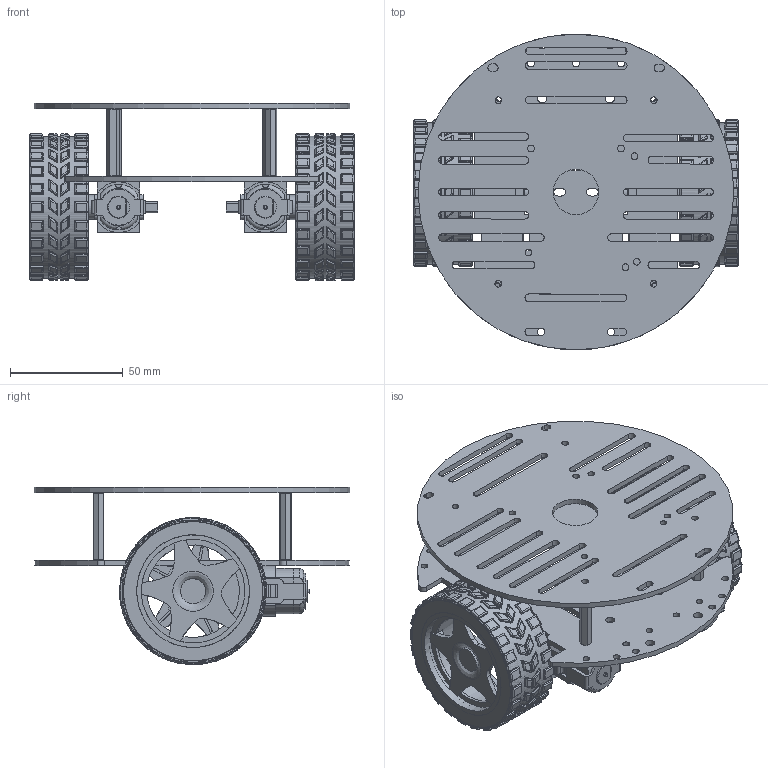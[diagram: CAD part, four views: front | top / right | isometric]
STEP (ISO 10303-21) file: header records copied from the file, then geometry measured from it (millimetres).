
FILE_DESCRIPTION(/* description */ (''),/* implementation_level */ '2;1');
FILE_NAME(/* name */ 'Assembly3.stp',/* time_stamp */ '2023-05-02T17:48:30-06:00',/* author */ ('Tecneu Technology'),/* organization */ (''),/* preprocessor_version */ 'ST-DEVELOPER v17',/* originating_system */ 'Autodesk Inventor 2019',/* authorisation */ '');
FILE_SCHEMA (('AUTOMOTIVE_DESIGN { 1 0 10303 214 3 1 1 }'));
Products named in the file (8): Assembly3; Part2_Estructura pequeña; Part3_Poste largo de latón; Part1-Estructura grande; Motorreductor48a1; Ensamble de llanta v1; Exterior; Interior
Assembly tree (12 placements, depth 3):
  Assembly3
    Part2_Estructura pequeña
    Part3_Poste largo de latón  x4
    Part1-Estructura grande
    Motorreductor48a1  x2
    Ensamble de llanta v1  x2
      Exterior
      Interior
Bounding box: 144.07 x 140 x 78.74 mm (x, y, z)
Volume: 877841.1 mm3; surface area: 818617.8 mm2
Topology: 72 solids, 72 shells, 4326 faces, 9902 edges, 6052 vertices
Faces by surface type: plane 2834, cylinder 1362, torus 104, cone 24, bspline 2
Full cylindrical faces by diameter (mm): 1 x4, 1.5 x4, 1.75 x2, 2.35 x4, 2.75 x4, 2.8 x2, 2.995 x10, 3 x23, 3.5 x4, 4 x10, 4.3 x4, 6 x4, 9.7 x2, 11 x4, 14.25 x2, 17 x1, 20.164 x1, 46 x4, 47 x96, 47.7 x8, 50 x106, 61 x48, 63 x48, 140 x1
Entity records: 64474 total; most frequent: CARTESIAN_POINT 11623, DIRECTION 11363, ORIENTED_EDGE 10344, EDGE_CURVE 5172, AXIS2_PLACEMENT_3D 4047, LINE 3269, VECTOR 3269, VERTEX_POINT 3178
